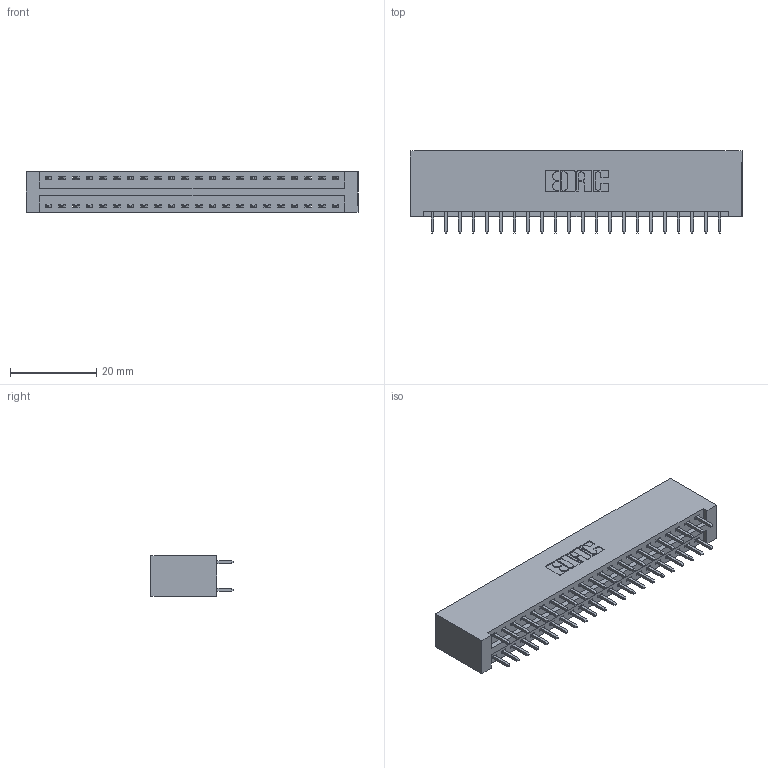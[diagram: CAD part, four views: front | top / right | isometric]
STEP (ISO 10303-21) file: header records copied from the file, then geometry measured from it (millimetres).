
FILE_DESCRIPTION (( 'STEP AP203' ), '1' );
FILE_NAME ('346-044-521-201.STEP', '2018-08-25T01:09:50', ( '' ), ( '' ), 'SwSTEP 2.0', 'SolidWorks 2016', '' );
FILE_SCHEMA (( 'CONFIG_CONTROL_DESIGN' ));
Length unit declared in the file: inch
Products named in the file (3): 346 Part_No Mounting Lugs; 345-292-001_345-293-121; 346-044-521-201
Assembly tree (45 placements, depth 2):
  346-044-521-201
    346 Part_No Mounting Lugs
    345-292-001_345-293-121  x44
Bounding box: 77.09 x 19.05 x 9.4 mm (x, y, z)
Volume: 7917.1 mm3; surface area: 10610.5 mm2
Topology: 45 solids, 45 shells, 2402 faces, 7125 edges, 4690 vertices
Faces by surface type: plane 1612, cylinder 790
Entity records: 16791 total; most frequent: CARTESIAN_POINT 2792, ORIENTED_EDGE 2726, DIRECTION 2507, EDGE_CURVE 1363, VECTOR 1151, LINE 1151, VERTEX_POINT 906, AXIS2_PLACEMENT_3D 678
